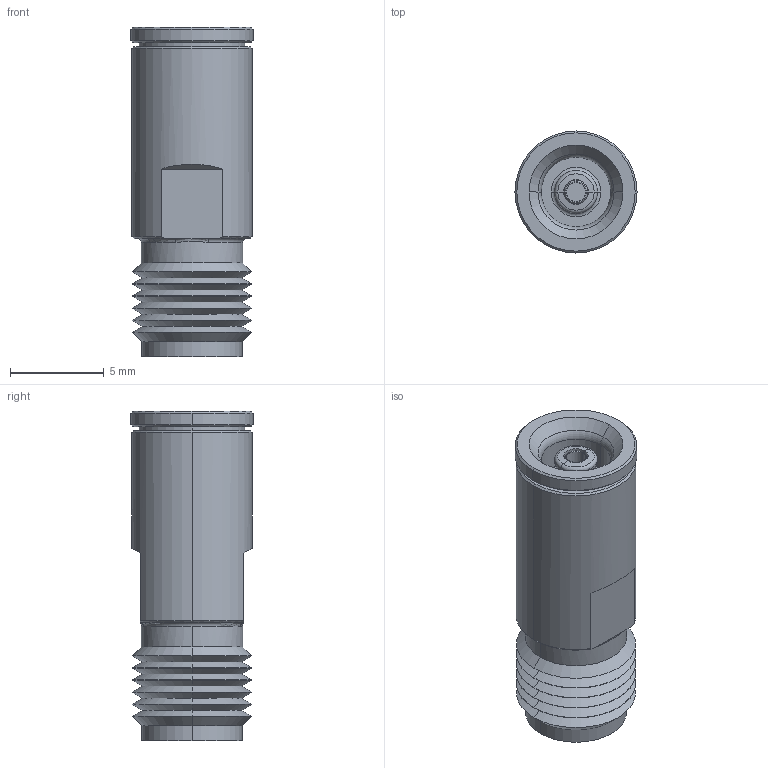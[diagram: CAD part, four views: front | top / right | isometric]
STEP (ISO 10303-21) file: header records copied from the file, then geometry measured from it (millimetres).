
FILE_DESCRIPTION (( 'STEP AP203' ), '1' );
FILE_NAME ('LCAD91363_3D.STEP', '2022-08-23T23:53:24', ( '' ), ( '' ), 'SwSTEP 2.0', 'SolidWorks 2021', '' );
FILE_SCHEMA (( 'CONFIG_CONTROL_DESIGN' ));
Length unit declared in the file: inch
Products named in the file (1): LCAD91363_3D
Bounding box: 6.5 x 6.5 x 17.56 mm (x, y, z)
Volume: 456 mm3; surface area: 575.2 mm2
Topology: 1 solids, 2 shells, 121 faces, 260 edges, 145 vertices
Faces by surface type: cone 47, cylinder 40, plane 17, torus 11, bspline 4, sphere 2
Entity records: 3388 total; most frequent: CARTESIAN_POINT 671, DIRECTION 623, ORIENTED_EDGE 504, AXIS2_PLACEMENT_3D 263, EDGE_CURVE 252, CIRCLE 145, VERTEX_POINT 143, EDGE_LOOP 131
